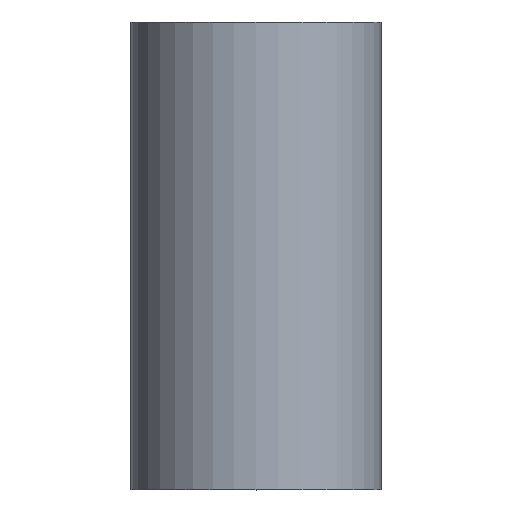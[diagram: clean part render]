
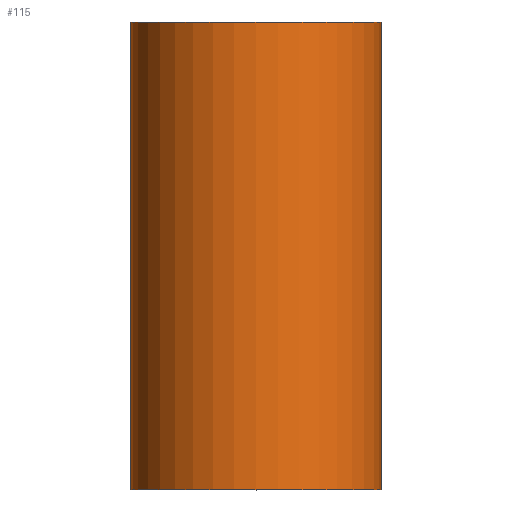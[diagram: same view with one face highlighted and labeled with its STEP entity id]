
A CAD part, top view. The second image highlights one B-rep face of the part: STEP entity #115.
In plain terms, the highlighted cylindrical face has radius 7.5 mm (diameter 15 mm), a full revolution.
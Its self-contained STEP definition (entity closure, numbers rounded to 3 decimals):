
#3 = DIRECTION ( 'NONE',  ( 0., 0., 1. ) ) ;
#7 = DIRECTION ( 'NONE',  ( 0., 0., -1. ) ) ;
#10 = DIRECTION ( 'NONE',  ( 0., 1., 0. ) ) ;
#14 = DIRECTION ( 'NONE',  ( 0., -1., 0. ) ) ;
#17 = EDGE_CURVE ( 'NONE', #24, #24, #67, .T. ) ;
#19 = AXIS2_PLACEMENT_3D ( 'NONE', #52, #14, #7 ) ;
#24 = VERTEX_POINT ( 'NONE', #44 ) ;
#28 = EDGE_LOOP ( 'NONE', ( #77 ) ) ;
#34 = EDGE_CURVE ( 'NONE', #40, #40, #84, .T. ) ;
#38 = CARTESIAN_POINT ( 'NONE',  ( 0., -14., 0. ) ) ;
#39 = FACE_OUTER_BOUND ( 'NONE', #28, .T. ) ;
#40 = VERTEX_POINT ( 'NONE', #83 ) ;
#43 = CYLINDRICAL_SURFACE ( 'NONE', #19, 7.5 ) ;
#44 = CARTESIAN_POINT ( 'NONE',  ( 0., 14., 7.5 ) ) ;
#47 = DIRECTION ( 'NONE',  ( 0., 1., 0. ) ) ;
#52 = CARTESIAN_POINT ( 'NONE',  ( 0., 14., 0. ) ) ;
#60 = DIRECTION ( 'NONE',  ( 0., 0., 1. ) ) ;
#62 = CARTESIAN_POINT ( 'NONE',  ( 0., 14., 0. ) ) ;
#67 = CIRCLE ( 'NONE', #108, 7.5 ) ;
#77 = ORIENTED_EDGE ( 'NONE', *, *, #17, .F. ) ;
#83 = CARTESIAN_POINT ( 'NONE',  ( 0., -14., 7.5 ) ) ;
#84 = CIRCLE ( 'NONE', #117, 7.5 ) ;
#90 = EDGE_LOOP ( 'NONE', ( #112 ) ) ;
#105 = FACE_OUTER_BOUND ( 'NONE', #90, .T. ) ;
#108 = AXIS2_PLACEMENT_3D ( 'NONE', #62, #10, #3 ) ;
#112 = ORIENTED_EDGE ( 'NONE', *, *, #34, .T. ) ;
#115 = ADVANCED_FACE ( 'NONE', ( #39, #105 ), #43, .T. ) ;
#117 = AXIS2_PLACEMENT_3D ( 'NONE', #38, #47, #60 ) ;
